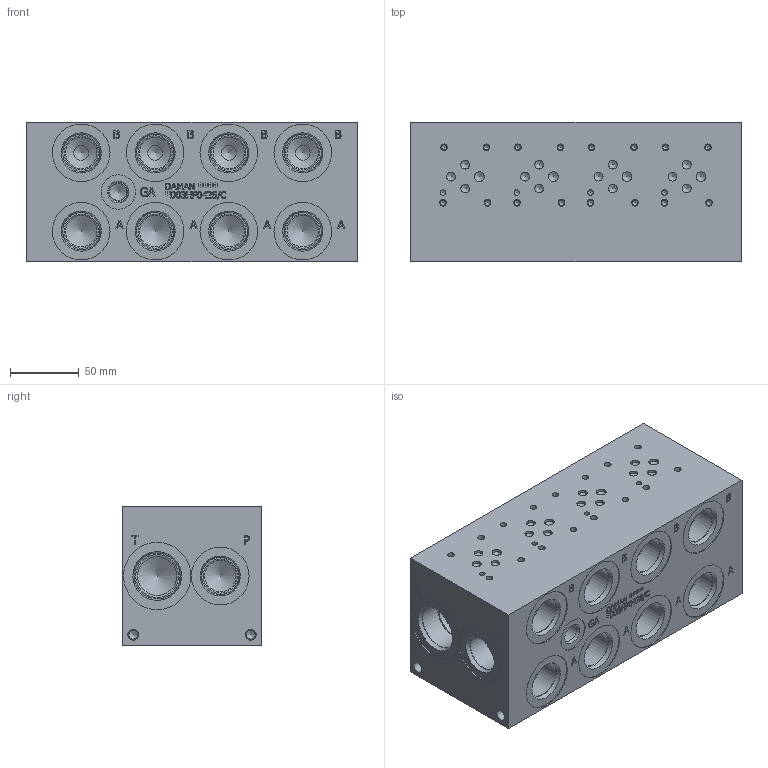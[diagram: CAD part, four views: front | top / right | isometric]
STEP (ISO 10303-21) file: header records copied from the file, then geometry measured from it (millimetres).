
FILE_DESCRIPTION(/* description */ (''),/* implementation_level */ '2;1');
FILE_NAME(/* name */ '_D03HP042S_C.stp',/* time_stamp */ '2022-10-28T14:35:37-04:00',/* author */ ('bobbyh'),/* organization */ (''),/* preprocessor_version */ 'ST-DEVELOPER v18',/* originating_system */ 'Autodesk Inventor 2020',/* authorisation */ '');
FILE_SCHEMA (('AUTOMOTIVE_DESIGN { 1 0 10303 214 3 1 1 }'));
Length unit declared in the file: millimetre
Products named in the file (1): Part_AD03HP042S_C_3D
Bounding box: 241.05 x 101.6 x 101.6 mm (x, y, z)
Volume: 2192823.8 mm3; surface area: 164209.3 mm2
Topology: 1 solids, 1 shells, 888 faces, 2426 edges, 1646 vertices
Faces by surface type: plane 453, bspline 196, cylinder 136, cone 103
Full cylindrical faces by diameter (mm): 3.785 x16, 3.962 x4, 4.826 x16, 6.35 x12, 6.528 x4, 7.137 x4, 7.925 x4, 10.719 x4, 12.294 x1, 12.9 x1, 14.275 x1, 14.529 x1, 19.05 x1, 23.012 x10, 24.917 x10, 25.019 x1, 26.99 x3, 27 x7, 27.432 x10, 28.575 x2, 28.62 x1, 31.267 x2, 31.344 x1, 33.34 x2, 33.35 x1, 33.71 x1, 33.757 x2, 35.509 x1, 42.037 x10, 44.45 x1
Entity records: 29630 total; most frequent: CARTESIAN_POINT 7455, ORIENTED_EDGE 4744, DIRECTION 3876, EDGE_CURVE 2372, VERTEX_POINT 1646, LINE 1470, VECTOR 1470, AXIS2_PLACEMENT_3D 1203
